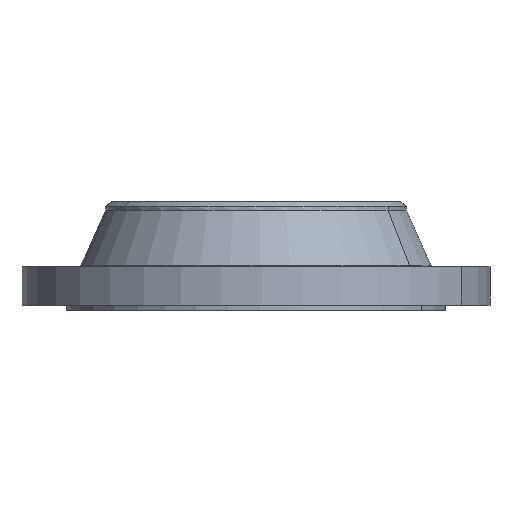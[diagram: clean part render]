
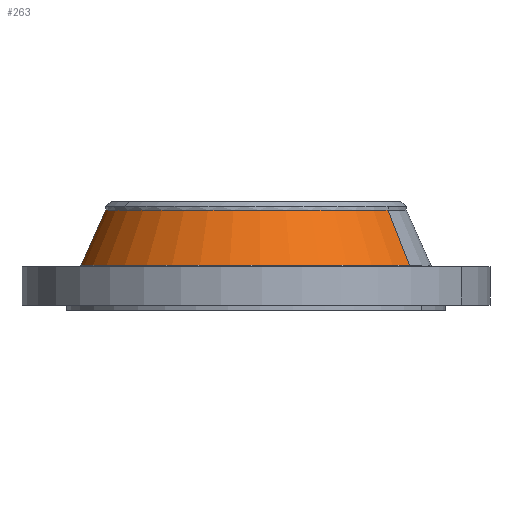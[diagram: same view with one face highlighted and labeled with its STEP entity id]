
A CAD part, left-side view. The second image highlights one B-rep face of the part: STEP entity #263.
In plain terms, the highlighted conical face has half-angle 24.006 degrees and reference radius 228.6 mm.
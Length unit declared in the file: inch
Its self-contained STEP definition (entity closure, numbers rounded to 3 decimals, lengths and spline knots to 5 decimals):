
#211=AXIS2_PLACEMENT_3D('Circle Axis2P3D',#209,#210,$) ;
#224=AXIS2_PLACEMENT_3D('Cone Axis2P3D',#221,#222,#223) ;
#254=AXIS2_PLACEMENT_3D('Circle Axis2P3D',#252,#253,$) ;
#182=CARTESIAN_POINT('Vertex',(5.01877,9.1868,2.38118)) ;
#189=CARTESIAN_POINT('Vertex',(-5.01877,-9.1868,2.38118)) ;
#209=CARTESIAN_POINT('Axis2P3D Location',(0.,0.,2.38118)) ;
#221=CARTESIAN_POINT('Axis2P3D Location',(0.,0.,5.67811)) ;
#226=CARTESIAN_POINT('Line Origine',(4.6668,8.54252,4.02964)) ;
#230=CARTESIAN_POINT('Vertex',(4.31483,7.89824,5.67811)) ;
#237=CARTESIAN_POINT('Vertex',(-4.31483,-7.89824,5.67811)) ;
#240=CARTESIAN_POINT('Line Origine',(-4.6668,-8.54252,4.02964)) ;
#252=CARTESIAN_POINT('Axis2P3D Location',(0.,0.,5.67811)) ;
#210=DIRECTION('Axis2P3D Direction',(0.,0.,-0.039)) ;
#222=DIRECTION('Axis2P3D Direction',(0.,0.,-0.039)) ;
#223=DIRECTION('Axis2P3D XDirection',(-0.019,-0.035,0.)) ;
#227=DIRECTION('Vector Direction',(0.008,0.014,-0.036)) ;
#241=DIRECTION('Vector Direction',(-0.008,-0.014,-0.036)) ;
#253=DIRECTION('Axis2P3D Direction',(0.,0.,-0.039)) ;
#228=VECTOR('Line Direction',#227,0.03937) ;
#242=VECTOR('Line Direction',#241,0.03937) ;
#258=ORIENTED_EDGE('',*,*,#213,.F.) ;
#259=ORIENTED_EDGE('',*,*,#244,.T.) ;
#260=ORIENTED_EDGE('',*,*,#256,.T.) ;
#261=ORIENTED_EDGE('',*,*,#232,.F.) ;
#263=ADVANCED_FACE('PartBody',(#262),#225,.T.) ;
#212=CIRCLE('generated circle',#211,10.4683) ;
#255=CIRCLE('generated circle',#254,9.) ;
#225=CONICAL_SURFACE('Cone',#224,9.,0.419) ;
#213=EDGE_CURVE('',#190,#183,#212,.T.) ;
#232=EDGE_CURVE('',#183,#231,#229,.F.) ;
#244=EDGE_CURVE('',#190,#238,#243,.F.) ;
#256=EDGE_CURVE('',#238,#231,#255,.T.) ;
#257=EDGE_LOOP('',(#258,#259,#260,#261)) ;
#262=FACE_OUTER_BOUND('',#257,.T.) ;
#229=LINE('Line',#226,#228) ;
#243=LINE('Line',#240,#242) ;
#183=VERTEX_POINT('',#182) ;
#190=VERTEX_POINT('',#189) ;
#231=VERTEX_POINT('',#230) ;
#238=VERTEX_POINT('',#237) ;
